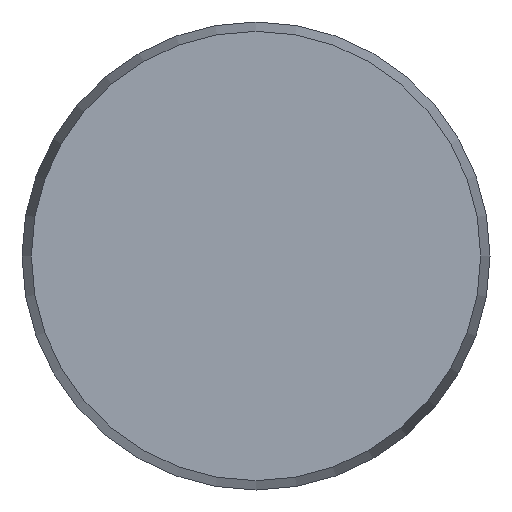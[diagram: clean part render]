
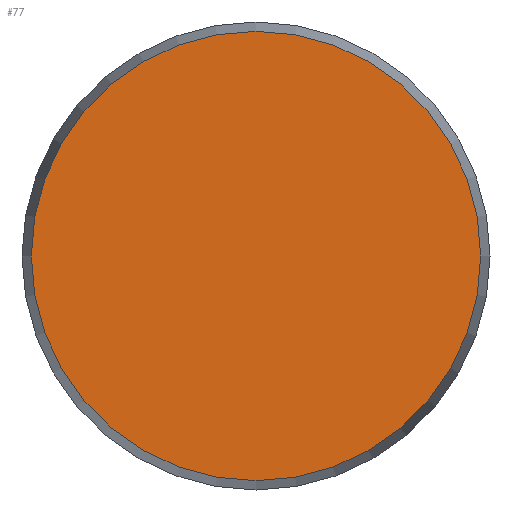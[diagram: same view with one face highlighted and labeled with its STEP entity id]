
A CAD part, front view. The second image highlights one B-rep face of the part: STEP entity #77.
In plain terms, the highlighted planar face has unit normal (0, -1, 0).
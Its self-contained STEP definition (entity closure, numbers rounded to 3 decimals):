
#77 = ADVANCED_FACE( '', ( #192 ), #193, .F. );
#192 = FACE_OUTER_BOUND( '', #355, .T. );
#193 = PLANE( '', #356 );
#355 = EDGE_LOOP( '', ( #523 ) );
#356 = AXIS2_PLACEMENT_3D( '', #524, #525, #526 );
#523 = ORIENTED_EDGE( '', *, *, #884, .T. );
#524 = CARTESIAN_POINT( '', ( 24., 0., 0. ) );
#525 = DIRECTION( '', ( 0., 1., 0. ) );
#526 = DIRECTION( '', ( 0., 0., 1. ) );
#884 = EDGE_CURVE( '', #1031, #1031, #1032, .T. );
#1031 = VERTEX_POINT( '', #1246 );
#1032 = CIRCLE( '', #1247, 24. );
#1246 = CARTESIAN_POINT( '', ( 0., 0., -24. ) );
#1247 = AXIS2_PLACEMENT_3D( '', #1606, #1607, #1608 );
#1606 = CARTESIAN_POINT( '', ( 0., 0., 0. ) );
#1607 = DIRECTION( '', ( 0., -1., 0. ) );
#1608 = DIRECTION( '', ( 0., 0., -1. ) );
